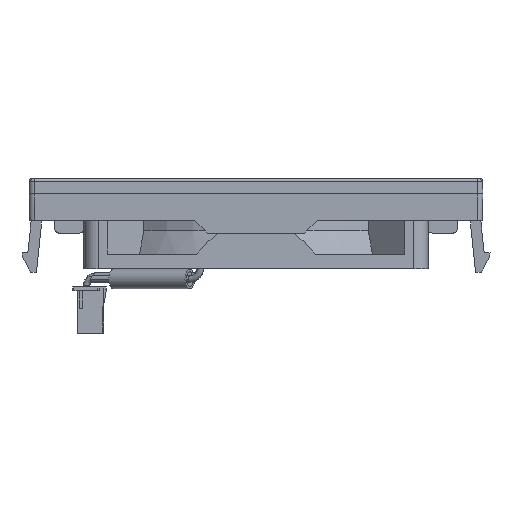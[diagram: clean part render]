
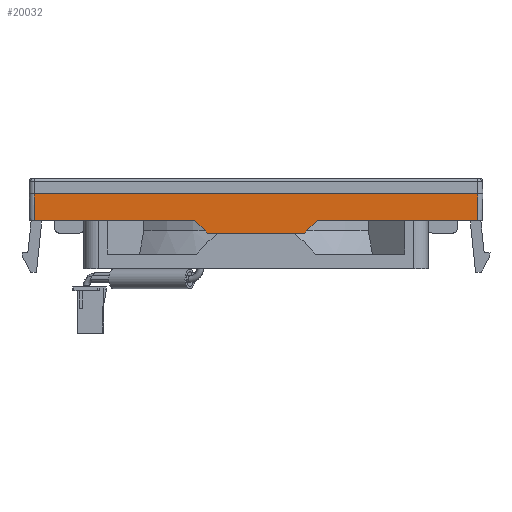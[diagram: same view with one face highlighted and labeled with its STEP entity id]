
A CAD part, front view. The second image highlights one B-rep face of the part: STEP entity #20032.
In plain terms, the highlighted planar face has unit normal (0, -1, -0.018).
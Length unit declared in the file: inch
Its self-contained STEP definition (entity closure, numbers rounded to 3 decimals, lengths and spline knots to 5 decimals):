
#310 = VERTEX_POINT ( 'NONE', #32989 ) ;
#1250 = VECTOR ( 'NONE', #49312, 39.37008 ) ;
#1629 = VERTEX_POINT ( 'NONE', #53039 ) ;
#2954 = CARTESIAN_POINT ( 'NONE',  ( -1.82677, -1.43323, -0.21654 ) ) ;
#5775 = CARTESIAN_POINT ( 'NONE',  ( 0.3937, -1.43151, -0.31496 ) ) ;
#6798 = VERTEX_POINT ( 'NONE', #5775 ) ;
#6992 = VERTEX_POINT ( 'NONE', #31536 ) ;
#8073 = DIRECTION ( 'NONE',  ( -1., 0., 0. ) ) ;
#8248 = EDGE_CURVE ( 'NONE', #6798, #1629, #28905, .T. ) ;
#8603 = EDGE_CURVE ( 'NONE', #310, #1629, #43496, .T. ) ;
#9725 = CARTESIAN_POINT ( 'NONE',  ( 0.3937, -1.43151, -0.31496 ) ) ;
#10897 = DIRECTION ( 'NONE',  ( 0., -1., -0.017 ) ) ;
#11905 = ORIENTED_EDGE ( 'NONE', *, *, #8248, .F. ) ;
#12552 = EDGE_CURVE ( 'NONE', #16402, #54536, #12937, .T. ) ;
#12937 = LINE ( 'NONE', #36066, #24621 ) ;
#13146 = LINE ( 'NONE', #37610, #24826 ) ;
#13570 = VERTEX_POINT ( 'NONE', #44234 ) ;
#14534 = CARTESIAN_POINT ( 'NONE',  ( 1.78741, -1.43701, 0. ) ) ;
#16402 = VERTEX_POINT ( 'NONE', #38110 ) ;
#19765 = VECTOR ( 'NONE', #35742, 39.37008 ) ;
#20032 = ADVANCED_FACE ( 'NONE', ( #47509 ), #25218, .T. ) ;
#20156 = CARTESIAN_POINT ( 'NONE',  ( -1.82677, -1.43701, 0. ) ) ;
#20743 = DIRECTION ( 'NONE',  ( 0., 0.017, -1. ) ) ;
#20931 = VECTOR ( 'NONE', #52200, 39.37008 ) ;
#21983 = CARTESIAN_POINT ( 'NONE',  ( -1.26763, -1.44676, 0.55897 ) ) ;
#22129 = DIRECTION ( 'NONE',  ( 1., 0., 0. ) ) ;
#23290 = ORIENTED_EDGE ( 'NONE', *, *, #26425, .F. ) ;
#24087 = CARTESIAN_POINT ( 'NONE',  ( 0.49213, -1.43323, -0.21654 ) ) ;
#24621 = VECTOR ( 'NONE', #8073, 39.37008 ) ;
#24826 = VECTOR ( 'NONE', #42340, 39.37008 ) ;
#25218 = PLANE ( 'NONE',  #34981 ) ;
#25468 = EDGE_CURVE ( 'NONE', #13570, #41799, #25549, .T. ) ;
#25549 = LINE ( 'NONE', #35570, #55491 ) ;
#26425 = EDGE_CURVE ( 'NONE', #310, #6992, #43633, .T. ) ;
#28905 = LINE ( 'NONE', #9725, #20931 ) ;
#29026 = ORIENTED_EDGE ( 'NONE', *, *, #12552, .F. ) ;
#31009 = CARTESIAN_POINT ( 'NONE',  ( 1.78631, -1.43591, -0.06305 ) ) ;
#31536 = CARTESIAN_POINT ( 'NONE',  ( -1.78363, -1.43323, -0.21654 ) ) ;
#32363 = EDGE_CURVE ( 'NONE', #16402, #41799, #33830, .T. ) ;
#32989 = CARTESIAN_POINT ( 'NONE',  ( -0.49213, -1.43323, -0.21654 ) ) ;
#33830 = LINE ( 'NONE', #31009, #51326 ) ;
#34981 = AXIS2_PLACEMENT_3D ( 'NONE', #20156, #10897, #20743 ) ;
#35494 = DIRECTION ( 'NONE',  ( 0.017, -0.017, 1. ) ) ;
#35570 = CARTESIAN_POINT ( 'NONE',  ( -1.82677, -1.43701, 0. ) ) ;
#35742 = DIRECTION ( 'NONE',  ( 0.707, -0.012, 0.707 ) ) ;
#36066 = CARTESIAN_POINT ( 'NONE',  ( -1.82677, -1.43323, -0.21654 ) ) ;
#36852 = ORIENTED_EDGE ( 'NONE', *, *, #32363, .T. ) ;
#37610 = CARTESIAN_POINT ( 'NONE',  ( -1.78742, -1.43702, 0.00069 ) ) ;
#38110 = CARTESIAN_POINT ( 'NONE',  ( 1.78363, -1.43323, -0.21654 ) ) ;
#38680 = LINE ( 'NONE', #40211, #19765 ) ;
#40211 = CARTESIAN_POINT ( 'NONE',  ( -0.55886, -1.41488, -1.26752 ) ) ;
#41110 = ORIENTED_EDGE ( 'NONE', *, *, #8603, .T. ) ;
#41799 = VERTEX_POINT ( 'NONE', #14534 ) ;
#42340 = DIRECTION ( 'NONE',  ( 0.017, 0.017, -1. ) ) ;
#43496 = LINE ( 'NONE', #21983, #54478 ) ;
#43633 = LINE ( 'NONE', #2954, #1250 ) ;
#44234 = CARTESIAN_POINT ( 'NONE',  ( -1.78741, -1.43701, 0. ) ) ;
#44277 = EDGE_CURVE ( 'NONE', #13570, #6992, #13146, .T. ) ;
#44606 = EDGE_CURVE ( 'NONE', #6798, #54536, #38680, .T. ) ;
#47409 = EDGE_LOOP ( 'NONE', ( #54497, #48944, #23290, #41110, #11905, #52487, #29026, #36852 ) ) ;
#47509 = FACE_OUTER_BOUND ( 'NONE', #47409, .T. ) ;
#48944 = ORIENTED_EDGE ( 'NONE', *, *, #44277, .T. ) ;
#49312 = DIRECTION ( 'NONE',  ( -1., 0., 0. ) ) ;
#50280 = DIRECTION ( 'NONE',  ( 0.707, 0.012, -0.707 ) ) ;
#51326 = VECTOR ( 'NONE', #35494, 39.37008 ) ;
#52200 = DIRECTION ( 'NONE',  ( -1., 0., 0. ) ) ;
#52487 = ORIENTED_EDGE ( 'NONE', *, *, #44606, .T. ) ;
#53039 = CARTESIAN_POINT ( 'NONE',  ( -0.3937, -1.43151, -0.31496 ) ) ;
#54478 = VECTOR ( 'NONE', #50280, 39.37008 ) ;
#54497 = ORIENTED_EDGE ( 'NONE', *, *, #25468, .F. ) ;
#54536 = VERTEX_POINT ( 'NONE', #24087 ) ;
#55491 = VECTOR ( 'NONE', #22129, 39.37008 ) ;
